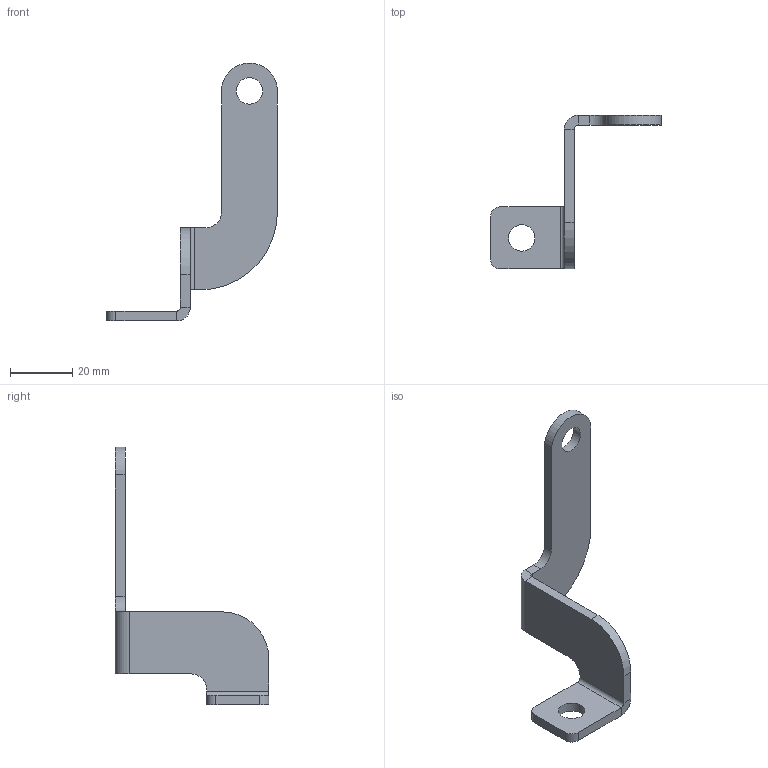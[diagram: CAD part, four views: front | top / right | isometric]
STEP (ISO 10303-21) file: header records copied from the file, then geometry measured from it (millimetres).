
FILE_DESCRIPTION (( 'STEP AP214' ), '1' );
FILE_NAME ('MSD_Busbar.STEP', '2025-02-07T18:34:28', ( '' ), ( '' ), 'SwSTEP 2.0', 'SolidWorks 2024', '' );
FILE_SCHEMA (( 'AUTOMOTIVE_DESIGN' ));
Length unit declared in the file: millimetre
Products named in the file (1): MSD_Busbar
Bounding box: 55.01 x 49.45 x 83.1 mm (x, y, z)
Volume: 8917.6 mm3; surface area: 6841.4 mm2
Topology: 1 solids, 1 shells, 36 faces, 86 edges, 52 vertices
Faces by surface type: plane 21, cylinder 15
Entity records: 1063 total; most frequent: DIRECTION 190, CARTESIAN_POINT 175, ORIENTED_EDGE 172, EDGE_CURVE 86, AXIS2_PLACEMENT_3D 67, LINE 56, VECTOR 56, VERTEX_POINT 52
